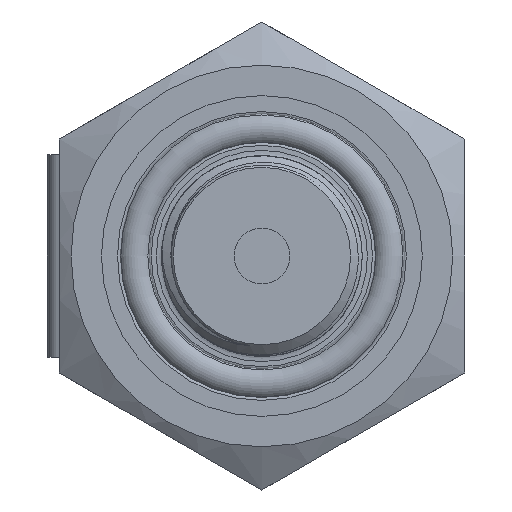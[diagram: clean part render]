
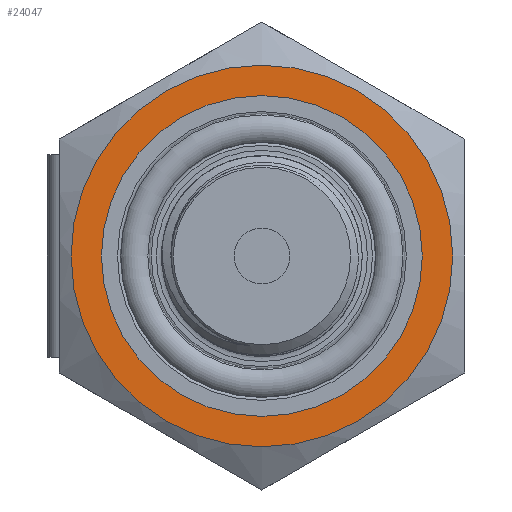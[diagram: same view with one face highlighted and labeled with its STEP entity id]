
A CAD part, left-side view. The second image highlights one B-rep face of the part: STEP entity #24047.
In plain terms, the highlighted planar face has unit normal (-1, 0, 0).
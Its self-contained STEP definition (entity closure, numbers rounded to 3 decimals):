
#218=FACE_BOUND('',#3087,.T.);
#413=PLANE('',#25384);
#1687=FACE_OUTER_BOUND('',#3086,.T.);
#3086=EDGE_LOOP('',(#17896));
#3087=EDGE_LOOP('',(#17897));
#4305=CIRCLE('',#25349,11.3);
#4323=CIRCLE('',#25383,9.5);
#10601=VERTEX_POINT('',#46758);
#10618=VERTEX_POINT('',#48089);
#13285=EDGE_CURVE('',#10601,#10601,#4305,.T.);
#13319=EDGE_CURVE('',#10618,#10618,#4323,.T.);
#17896=ORIENTED_EDGE('',*,*,#13285,.T.);
#17897=ORIENTED_EDGE('',*,*,#13319,.T.);
#24047=ADVANCED_FACE('',(#1687,#218),#413,.T.);
#25349=AXIS2_PLACEMENT_3D('',#46760,#27879,#27880);
#25383=AXIS2_PLACEMENT_3D('',#48090,#27956,#27957);
#25384=AXIS2_PLACEMENT_3D('',#48092,#27959,#27960);
#27879=DIRECTION('center_axis',(-1.,0.,0.));
#27880=DIRECTION('ref_axis',(0.,1.,0.));
#27956=DIRECTION('center_axis',(1.,0.,0.));
#27957=DIRECTION('ref_axis',(0.,0.,-1.));
#27959=DIRECTION('center_axis',(-1.,0.,0.));
#27960=DIRECTION('ref_axis',(0.,0.,1.));
#46758=CARTESIAN_POINT('',(14.,-11.3,0.));
#46760=CARTESIAN_POINT('Origin',(14.,0.,0.));
#48089=CARTESIAN_POINT('',(14.,-9.5,0.));
#48090=CARTESIAN_POINT('Origin',(14.,0.,0.));
#48092=CARTESIAN_POINT('Origin',(14.,12.,0.));
